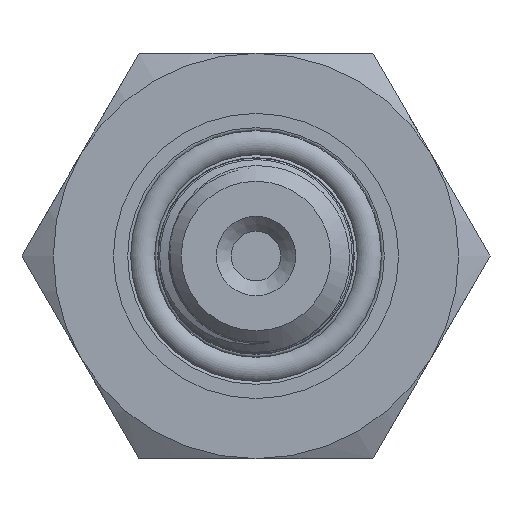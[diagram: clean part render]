
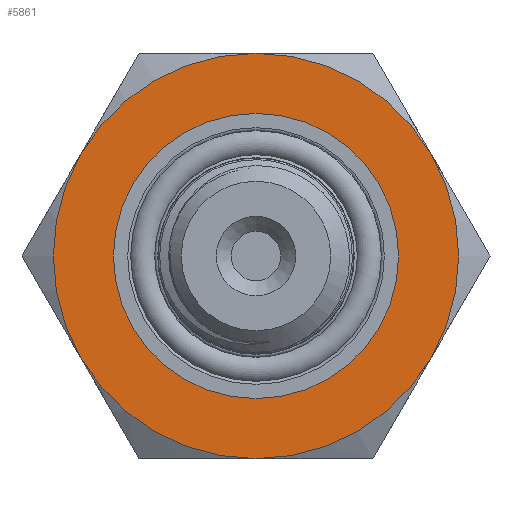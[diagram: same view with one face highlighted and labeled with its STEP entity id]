
A CAD part, left-side view. The second image highlights one B-rep face of the part: STEP entity #5861.
In plain terms, the highlighted conical face has half-angle 89.979 degrees and reference radius 11 mm.
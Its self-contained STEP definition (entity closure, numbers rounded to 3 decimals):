
#344=CONICAL_SURFACE('',#6106,11.,1.57);
#659=FACE_OUTER_BOUND('',#1005,.T.);
#1005=EDGE_LOOP('',(#5293,#5294,#5295,#5296));
#1148=CIRCLE('',#6107,13.5);
#1149=CIRCLE('',#6108,9.5);
#1884=LINE('',#19852,#2236);
#2236=VECTOR('',#6902,11.);
#2810=VERTEX_POINT('',#19849);
#2811=VERTEX_POINT('',#19851);
#3674=EDGE_CURVE('',#2810,#2810,#1148,.T.);
#3675=EDGE_CURVE('',#2810,#2811,#1884,.T.);
#3676=EDGE_CURVE('',#2811,#2811,#1149,.T.);
#5293=ORIENTED_EDGE('',*,*,#3674,.F.);
#5294=ORIENTED_EDGE('',*,*,#3675,.T.);
#5295=ORIENTED_EDGE('',*,*,#3676,.T.);
#5296=ORIENTED_EDGE('',*,*,#3675,.F.);
#5861=ADVANCED_FACE('',(#659),#344,.T.);
#6106=AXIS2_PLACEMENT_3D('',#19848,#6898,#6899);
#6107=AXIS2_PLACEMENT_3D('',#19850,#6900,#6901);
#6108=AXIS2_PLACEMENT_3D('',#19853,#6903,#6904);
#6898=DIRECTION('center_axis',(1.,0.,0.));
#6899=DIRECTION('ref_axis',(0.,1.,0.));
#6900=DIRECTION('center_axis',(1.,0.,0.));
#6901=DIRECTION('ref_axis',(0.,1.,0.));
#6902=DIRECTION('',(0.,1.,0.));
#6903=DIRECTION('center_axis',(1.,0.,0.));
#6904=DIRECTION('ref_axis',(0.,0.,-1.));
#19848=CARTESIAN_POINT('Origin',(-46.999,0.,0.));
#19849=CARTESIAN_POINT('',(-46.999,-13.5,0.));
#19850=CARTESIAN_POINT('Origin',(-46.999,0.,
0.));
#19851=CARTESIAN_POINT('',(-47.,-9.5,0.));
#19852=CARTESIAN_POINT('',(-46.999,-11.,0.));
#19853=CARTESIAN_POINT('Origin',(-47.,0.,0.));
